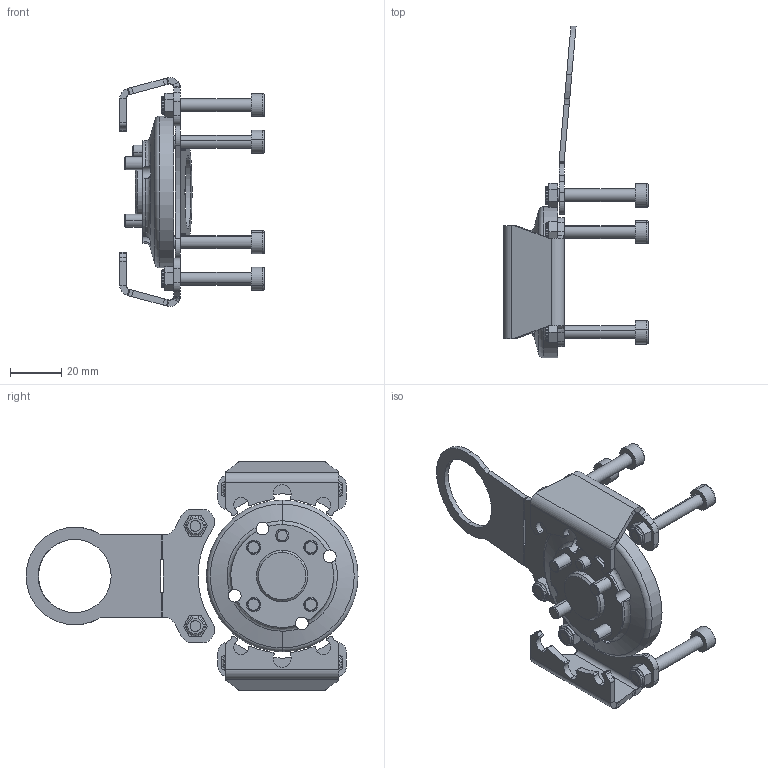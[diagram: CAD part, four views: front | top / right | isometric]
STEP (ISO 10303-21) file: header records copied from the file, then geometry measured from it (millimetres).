
FILE_DESCRIPTION (( 'STEP AP203' ), '1' );
FILE_NAME ('P1120.STEP', '2019-06-04T14:00:59', ( 'RSPlokal' ), ( 'Microsoft' ), 'SwSTEP 2.0', 'SolidWorks 2017', '' );
FILE_SCHEMA (( 'CONFIG_CONTROL_DESIGN' ));
Length unit declared in the file: millimetre
Products named in the file (1): P1120
Bounding box: 56.2 x 129.23 x 89.11 mm (x, y, z)
Volume: 40836.6 mm3; surface area: 30876.2 mm2
Topology: 21 solids, 21 shells, 597 faces, 1441 edges, 900 vertices
Faces by surface type: plane 259, cylinder 230, torus 51, cone 49, bspline 8
Entity records: 17966 total; most frequent: CARTESIAN_POINT 3497, DIRECTION 3207, ORIENTED_EDGE 2874, EDGE_CURVE 1437, AXIS2_PLACEMENT_3D 1230, VERTEX_POINT 900, LINE 747, VECTOR 747
